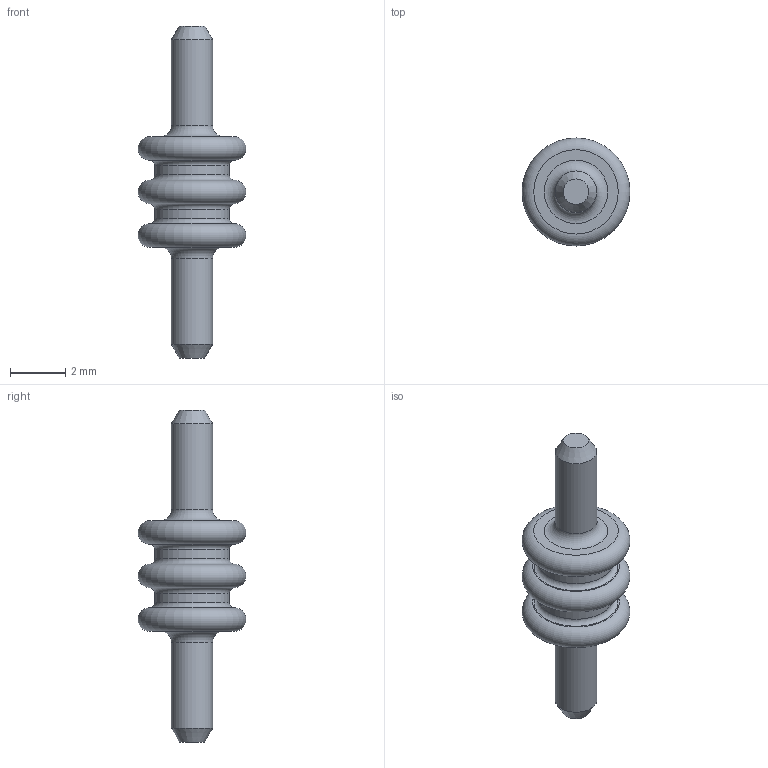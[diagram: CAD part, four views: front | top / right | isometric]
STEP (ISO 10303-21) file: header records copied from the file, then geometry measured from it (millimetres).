
FILE_DESCRIPTION(/* description */ (''),/* implementation_level */ '2;1');
FILE_NAME(/* name */ '15305169.stp',/* time_stamp */ '2020-05-22T14:34:59+08:00',/* author */ (''),/* organization */ (''),/* preprocessor_version */ 'ST-DEVELOPER v16',/* originating_system */ 'SIEMENS PLM Software NX 11.0',/* authorisation */ '');
FILE_SCHEMA (('AUTOMOTIVE_DESIGN { 1 0 10303 214 3 1 1 1 }'));
Length unit declared in the file: millimetre
Products named in the file (1): 15305169_01AC-SEAL
Bounding box: 3.9 x 3.9 x 12 mm (x, y, z)
Volume: 50.2 mm3; surface area: 109.4 mm2
Topology: 1 solids, 1 shells, 23 faces, 41 edges, 22 vertices
Faces by surface type: torus 9, cone 6, cylinder 4, plane 4
Full cylindrical faces by diameter (mm): 1.5 x2, 2.7 x2
Entity records: 478 total; most frequent: DIRECTION 92, CARTESIAN_POINT 68, AXIS2_PLACEMENT_3D 46, EDGE_LOOP 44, ORIENTED_EDGE 44, FACE_BOUND 42, ADVANCED_FACE 23, VERTEX_POINT 22
